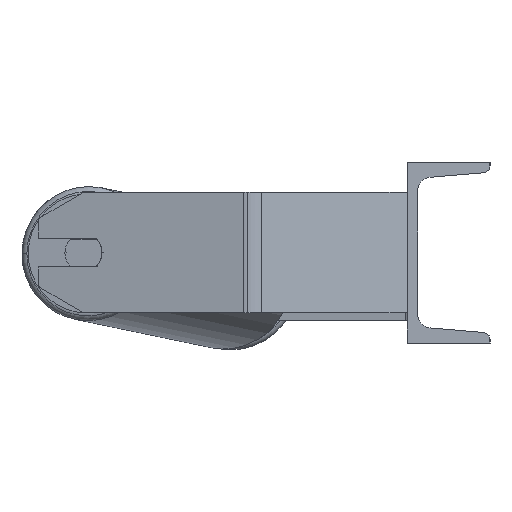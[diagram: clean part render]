
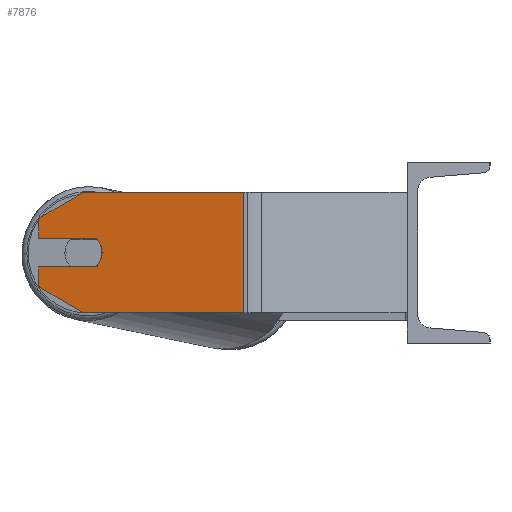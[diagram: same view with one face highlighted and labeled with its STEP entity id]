
A CAD part, left-side view. The second image highlights one B-rep face of the part: STEP entity #7876.
In plain terms, the highlighted planar face has unit normal (-0.985, 0.174, 0).
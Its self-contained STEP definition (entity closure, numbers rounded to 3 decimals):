
#53 = DIRECTION ( 'NONE',  ( 0.985, -0.174, 0. ) ) ;
#232 = EDGE_CURVE ( 'NONE', #6911, #8290, #7043, .T. ) ;
#235 = EDGE_LOOP ( 'NONE', ( #244, #3684, #5676, #8053, #3404, #8185, #596, #7442, #3326, #6072, #741 ) ) ;
#244 = ORIENTED_EDGE ( 'NONE', *, *, #5440, .T. ) ;
#334 = CARTESIAN_POINT ( 'NONE',  ( -831.376, 244.245, -9.5 ) ) ;
#564 = VERTEX_POINT ( 'NONE', #2966 ) ;
#596 = ORIENTED_EDGE ( 'NONE', *, *, #6996, .T. ) ;
#652 = VERTEX_POINT ( 'NONE', #4307 ) ;
#662 = CARTESIAN_POINT ( 'NONE',  ( -855.3, 108.568, 40. ) ) ;
#730 = VECTOR ( 'NONE', #4842, 1000. ) ;
#741 = ORIENTED_EDGE ( 'NONE', *, *, #851, .F. ) ;
#851 = EDGE_CURVE ( 'NONE', #9063, #652, #1712, .T. ) ;
#920 = VECTOR ( 'NONE', #2167, 1000. ) ;
#1032 = VECTOR ( 'NONE', #4975, 1000. ) ;
#1371 = PLANE ( 'NONE',  #5513 ) ;
#1460 = DIRECTION ( 'NONE',  ( -0.174, -0.985, 0. ) ) ;
#1538 = VERTEX_POINT ( 'NONE', #3914 ) ;
#1712 = LINE ( 'NONE', #6016, #3861 ) ;
#1744 = DIRECTION ( 'NONE',  ( -0.174, -0.985, 0. ) ) ;
#1763 = VERTEX_POINT ( 'NONE', #4112 ) ;
#1901 = VERTEX_POINT ( 'NONE', #2932 ) ;
#1937 = AXIS2_PLACEMENT_3D ( 'NONE', #7057, #8527, #1460 ) ;
#1940 = EDGE_CURVE ( 'NONE', #1538, #6812, #7183, .T. ) ;
#1993 = CARTESIAN_POINT ( 'NONE',  ( -855.3, 108.568, 40. ) ) ;
#2080 = LINE ( 'NONE', #2688, #8778 ) ;
#2135 = FACE_OUTER_BOUND ( 'NONE', #235, .T. ) ;
#2160 = CARTESIAN_POINT ( 'NONE',  ( -831.376, 244.245, 22.679 ) ) ;
#2167 = DIRECTION ( 'NONE',  ( 0.174, 0.985, 0. ) ) ;
#2340 = EDGE_CURVE ( 'NONE', #1901, #8356, #2080, .T. ) ;
#2348 = CARTESIAN_POINT ( 'NONE',  ( -831.376, 244.245, 9.5 ) ) ;
#2429 = DIRECTION ( 'NONE',  ( -0.174, -0.985, 0. ) ) ;
#2688 = CARTESIAN_POINT ( 'NONE',  ( -836.586, 214.701, -40. ) ) ;
#2847 = CARTESIAN_POINT ( 'NONE',  ( -831.376, 244.245, 40. ) ) ;
#2858 = CARTESIAN_POINT ( 'NONE',  ( -836.586, 214.701, -40. ) ) ;
#2932 = CARTESIAN_POINT ( 'NONE',  ( -831.376, 244.245, -22.679 ) ) ;
#2939 = CARTESIAN_POINT ( 'NONE',  ( -831.376, 244.245, 22.679 ) ) ;
#2966 = CARTESIAN_POINT ( 'NONE',  ( -838.756, 202.391, 0. ) ) ;
#3015 = CARTESIAN_POINT ( 'NONE',  ( -831.376, 244.245, 9.5 ) ) ;
#3189 = CARTESIAN_POINT ( 'NONE',  ( -831.376, 244.245, 40. ) ) ;
#3326 = ORIENTED_EDGE ( 'NONE', *, *, #7414, .F. ) ;
#3404 = ORIENTED_EDGE ( 'NONE', *, *, #6492, .F. ) ;
#3420 = CIRCLE ( 'NONE', #1937, 12.5 ) ;
#3684 = ORIENTED_EDGE ( 'NONE', *, *, #2340, .T. ) ;
#3847 = CIRCLE ( 'NONE', #5744, 12.5 ) ;
#3861 = VECTOR ( 'NONE', #2429, 1000. ) ;
#3914 = CARTESIAN_POINT ( 'NONE',  ( -837.996, 206.7, 9.5 ) ) ;
#4003 = VECTOR ( 'NONE', #6267, 1000. ) ;
#4112 = CARTESIAN_POINT ( 'NONE',  ( -855.3, 108.568, -40. ) ) ;
#4307 = CARTESIAN_POINT ( 'NONE',  ( -837.996, 206.7, -9.5 ) ) ;
#4336 = VERTEX_POINT ( 'NONE', #662 ) ;
#4489 = DIRECTION ( 'NONE',  ( -0.985, 0.174, 0. ) ) ;
#4665 = LINE ( 'NONE', #1993, #730 ) ;
#4842 = DIRECTION ( 'NONE',  ( 0., 0., -1. ) ) ;
#4930 = EDGE_CURVE ( 'NONE', #8356, #1763, #8725, .T. ) ;
#4950 = CARTESIAN_POINT ( 'NONE',  ( -831.376, 244.245, 40. ) ) ;
#4975 = DIRECTION ( 'NONE',  ( 0.15, 0.853, -0.5 ) ) ;
#5013 = CARTESIAN_POINT ( 'NONE',  ( -836.586, 214.701, 0. ) ) ;
#5022 = VECTOR ( 'NONE', #8535, 1000. ) ;
#5039 = DIRECTION ( 'NONE',  ( 0.174, 0.985, 0. ) ) ;
#5440 = EDGE_CURVE ( 'NONE', #9063, #1901, #5680, .T. ) ;
#5513 = AXIS2_PLACEMENT_3D ( 'NONE', #4950, #53, #5039 ) ;
#5676 = ORIENTED_EDGE ( 'NONE', *, *, #4930, .T. ) ;
#5680 = LINE ( 'NONE', #7759, #5022 ) ;
#5744 = AXIS2_PLACEMENT_3D ( 'NONE', #5013, #4489, #1744 ) ;
#5917 = CARTESIAN_POINT ( 'NONE',  ( -831.376, 244.245, -40. ) ) ;
#5961 = DIRECTION ( 'NONE',  ( -0.174, -0.985, 0. ) ) ;
#6016 = CARTESIAN_POINT ( 'NONE',  ( -837.996, 206.7, -9.5 ) ) ;
#6072 = ORIENTED_EDGE ( 'NONE', *, *, #7228, .F. ) ;
#6267 = DIRECTION ( 'NONE',  ( 0., 0., -1. ) ) ;
#6492 = EDGE_CURVE ( 'NONE', #6911, #4336, #8152, .T. ) ;
#6812 = VERTEX_POINT ( 'NONE', #2348 ) ;
#6911 = VERTEX_POINT ( 'NONE', #8909 ) ;
#6996 = EDGE_CURVE ( 'NONE', #8290, #6812, #9002, .T. ) ;
#7043 = LINE ( 'NONE', #2160, #1032 ) ;
#7057 = CARTESIAN_POINT ( 'NONE',  ( -836.586, 214.701, 0. ) ) ;
#7071 = VECTOR ( 'NONE', #5961, 1000. ) ;
#7183 = LINE ( 'NONE', #3015, #920 ) ;
#7228 = EDGE_CURVE ( 'NONE', #652, #564, #3847, .T. ) ;
#7343 = EDGE_CURVE ( 'NONE', #4336, #1763, #4665, .T. ) ;
#7414 = EDGE_CURVE ( 'NONE', #564, #1538, #3420, .T. ) ;
#7442 = ORIENTED_EDGE ( 'NONE', *, *, #1940, .F. ) ;
#7646 = DIRECTION ( 'NONE',  ( -0.15, -0.853, -0.5 ) ) ;
#7759 = CARTESIAN_POINT ( 'NONE',  ( -831.376, 244.245, 40. ) ) ;
#7876 = ADVANCED_FACE ( 'NONE', ( #2135 ), #1371, .F. ) ;
#8053 = ORIENTED_EDGE ( 'NONE', *, *, #7343, .F. ) ;
#8152 = LINE ( 'NONE', #3189, #8840 ) ;
#8185 = ORIENTED_EDGE ( 'NONE', *, *, #232, .T. ) ;
#8290 = VERTEX_POINT ( 'NONE', #2939 ) ;
#8356 = VERTEX_POINT ( 'NONE', #2858 ) ;
#8527 = DIRECTION ( 'NONE',  ( -0.985, 0.174, 0. ) ) ;
#8535 = DIRECTION ( 'NONE',  ( 0., 0., -1. ) ) ;
#8725 = LINE ( 'NONE', #5917, #7071 ) ;
#8778 = VECTOR ( 'NONE', #7646, 1000. ) ;
#8840 = VECTOR ( 'NONE', #8892, 1000. ) ;
#8892 = DIRECTION ( 'NONE',  ( -0.174, -0.985, 0. ) ) ;
#8909 = CARTESIAN_POINT ( 'NONE',  ( -836.586, 214.701, 40. ) ) ;
#9002 = LINE ( 'NONE', #2847, #4003 ) ;
#9063 = VERTEX_POINT ( 'NONE', #334 ) ;
